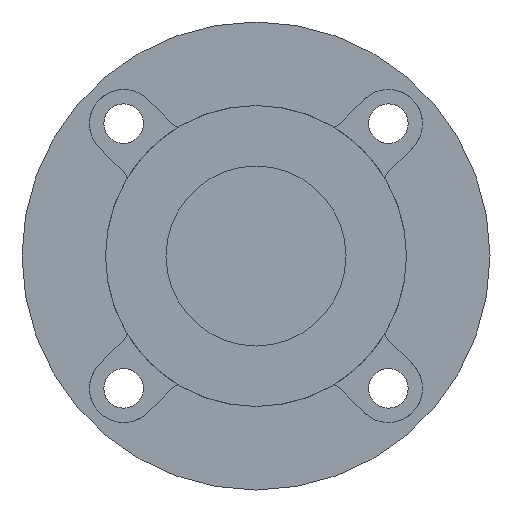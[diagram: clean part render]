
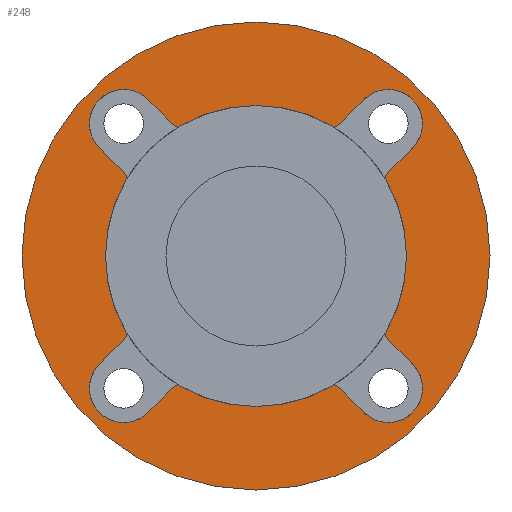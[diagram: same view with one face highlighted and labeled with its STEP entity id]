
A CAD part, left-side view. The second image highlights one B-rep face of the part: STEP entity #248.
In plain terms, the highlighted planar face has unit normal (-1, 0, 0).
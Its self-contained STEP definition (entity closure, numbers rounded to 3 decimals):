
#95=B_SPLINE_CURVE_WITH_KNOTS('',3,(#1325,#1326,#1327,#1328),.UNSPECIFIED.,
 .F.,.F.,(4,4),(0.,1.),.UNSPECIFIED.);
#96=B_SPLINE_CURVE_WITH_KNOTS('',3,(#1341,#1342,#1343,#1344),.UNSPECIFIED.,
 .F.,.F.,(4,4),(0.,1.),.UNSPECIFIED.);
#115=LINE('',#1299,#153);
#116=LINE('',#1305,#154);
#117=LINE('',#1309,#155);
#118=LINE('',#1314,#156);
#119=LINE('',#1318,#157);
#120=LINE('',#1323,#158);
#121=LINE('',#1332,#159);
#122=LINE('',#1337,#160);
#153=VECTOR('',#1059,1.);
#154=VECTOR('',#1064,1.);
#155=VECTOR('',#1067,1.);
#156=VECTOR('',#1072,1.);
#157=VECTOR('',#1075,1.);
#158=VECTOR('',#1080,1.);
#159=VECTOR('',#1083,1.);
#160=VECTOR('',#1088,1.);
#197=PLANE('',#928);
#248=ADVANCED_FACE('',(#331,#332),#197,.F.);
#331=FACE_BOUND('',#387,.T.);
#332=FACE_BOUND('',#388,.T.);
#387=EDGE_LOOP('',(#480));
#388=EDGE_LOOP('',(#481,#482,#483,#484,#485,#486,#487,#488,#489,#490,#491,
#492,#493,#494,#495,#496,#497,#498,#499,#500,#501,#502,#503,#504,#505,#506));
#480=ORIENTED_EDGE('',*,*,#755,.F.);
#481=ORIENTED_EDGE('',*,*,#756,.T.);
#482=ORIENTED_EDGE('',*,*,#757,.T.);
#483=ORIENTED_EDGE('',*,*,#739,.F.);
#484=ORIENTED_EDGE('',*,*,#758,.T.);
#485=ORIENTED_EDGE('',*,*,#759,.F.);
#486=ORIENTED_EDGE('',*,*,#760,.T.);
#487=ORIENTED_EDGE('',*,*,#761,.F.);
#488=ORIENTED_EDGE('',*,*,#762,.T.);
#489=ORIENTED_EDGE('',*,*,#751,.F.);
#490=ORIENTED_EDGE('',*,*,#763,.T.);
#491=ORIENTED_EDGE('',*,*,#764,.T.);
#492=ORIENTED_EDGE('',*,*,#765,.T.);
#493=ORIENTED_EDGE('',*,*,#766,.T.);
#494=ORIENTED_EDGE('',*,*,#767,.T.);
#495=ORIENTED_EDGE('',*,*,#747,.F.);
#496=ORIENTED_EDGE('',*,*,#768,.T.);
#497=ORIENTED_EDGE('',*,*,#769,.F.);
#498=ORIENTED_EDGE('',*,*,#770,.F.);
#499=ORIENTED_EDGE('',*,*,#771,.T.);
#500=ORIENTED_EDGE('',*,*,#772,.F.);
#501=ORIENTED_EDGE('',*,*,#773,.T.);
#502=ORIENTED_EDGE('',*,*,#743,.F.);
#503=ORIENTED_EDGE('',*,*,#774,.T.);
#504=ORIENTED_EDGE('',*,*,#775,.T.);
#505=ORIENTED_EDGE('',*,*,#776,.T.);
#506=ORIENTED_EDGE('',*,*,#777,.T.);
#662=VERTEX_POINT('',#1265);
#663=VERTEX_POINT('',#1266);
#666=VERTEX_POINT('',#1272);
#667=VERTEX_POINT('',#1274);
#670=VERTEX_POINT('',#1280);
#671=VERTEX_POINT('',#1282);
#674=VERTEX_POINT('',#1288);
#675=VERTEX_POINT('',#1290);
#678=VERTEX_POINT('',#1298);
#679=VERTEX_POINT('',#1300);
#680=VERTEX_POINT('',#1301);
#681=VERTEX_POINT('',#1304);
#682=VERTEX_POINT('',#1306);
#683=VERTEX_POINT('',#1308);
#684=VERTEX_POINT('',#1310);
#685=VERTEX_POINT('',#1313);
#686=VERTEX_POINT('',#1315);
#687=VERTEX_POINT('',#1317);
#688=VERTEX_POINT('',#1319);
#689=VERTEX_POINT('',#1322);
#690=VERTEX_POINT('',#1324);
#691=VERTEX_POINT('',#1329);
#692=VERTEX_POINT('',#1331);
#693=VERTEX_POINT('',#1333);
#694=VERTEX_POINT('',#1336);
#695=VERTEX_POINT('',#1338);
#696=VERTEX_POINT('',#1340);
#739=EDGE_CURVE('',#662,#663,#842,.T.);
#743=EDGE_CURVE('',#666,#667,#844,.T.);
#747=EDGE_CURVE('',#670,#671,#846,.T.);
#751=EDGE_CURVE('',#674,#675,#848,.T.);
#755=EDGE_CURVE('',#678,#678,#850,.T.);
#756=EDGE_CURVE('',#679,#680,#115,.T.);
#757=EDGE_CURVE('',#680,#663,#851,.T.);
#758=EDGE_CURVE('',#662,#681,#852,.T.);
#759=EDGE_CURVE('',#682,#681,#116,.T.);
#760=EDGE_CURVE('',#682,#683,#853,.T.);
#761=EDGE_CURVE('',#684,#683,#117,.T.);
#762=EDGE_CURVE('',#684,#675,#854,.T.);
#763=EDGE_CURVE('',#674,#685,#855,.T.);
#764=EDGE_CURVE('',#685,#686,#118,.T.);
#765=EDGE_CURVE('',#686,#687,#856,.T.);
#766=EDGE_CURVE('',#687,#688,#119,.T.);
#767=EDGE_CURVE('',#688,#671,#857,.T.);
#768=EDGE_CURVE('',#670,#689,#858,.T.);
#769=EDGE_CURVE('',#690,#689,#120,.T.);
#770=EDGE_CURVE('',#691,#690,#95,.T.);
#771=EDGE_CURVE('',#691,#692,#859,.T.);
#772=EDGE_CURVE('',#693,#692,#121,.T.);
#773=EDGE_CURVE('',#693,#667,#860,.T.);
#774=EDGE_CURVE('',#666,#694,#861,.T.);
#775=EDGE_CURVE('',#694,#695,#122,.T.);
#776=EDGE_CURVE('',#695,#696,#862,.T.);
#777=EDGE_CURVE('',#696,#679,#96,.T.);
#842=CIRCLE('',#906,20.9);
#844=CIRCLE('',#908,20.9);
#846=CIRCLE('',#910,20.9);
#848=CIRCLE('',#912,20.9);
#850=CIRCLE('',#915,32.5);
#851=CIRCLE('',#916,1.);
#852=CIRCLE('',#917,1.);
#853=CIRCLE('',#918,4.75);
#854=CIRCLE('',#919,1.);
#855=CIRCLE('',#920,1.);
#856=CIRCLE('',#921,4.75);
#857=CIRCLE('',#922,1.);
#858=CIRCLE('',#923,1.);
#859=CIRCLE('',#924,4.75);
#860=CIRCLE('',#925,1.);
#861=CIRCLE('',#926,1.);
#862=CIRCLE('',#927,4.75);
#906=AXIS2_PLACEMENT_3D('',#1264,#1031,#1032);
#908=AXIS2_PLACEMENT_3D('',#1273,#1037,#1038);
#910=AXIS2_PLACEMENT_3D('',#1281,#1043,#1044);
#912=AXIS2_PLACEMENT_3D('',#1289,#1049,#1050);
#915=AXIS2_PLACEMENT_3D('',#1297,#1057,#1058);
#916=AXIS2_PLACEMENT_3D('',#1302,#1060,#1061);
#917=AXIS2_PLACEMENT_3D('',#1303,#1062,#1063);
#918=AXIS2_PLACEMENT_3D('',#1307,#1065,#1066);
#919=AXIS2_PLACEMENT_3D('',#1311,#1068,#1069);
#920=AXIS2_PLACEMENT_3D('',#1312,#1070,#1071);
#921=AXIS2_PLACEMENT_3D('',#1316,#1073,#1074);
#922=AXIS2_PLACEMENT_3D('',#1320,#1076,#1077);
#923=AXIS2_PLACEMENT_3D('',#1321,#1078,#1079);
#924=AXIS2_PLACEMENT_3D('',#1330,#1081,#1082);
#925=AXIS2_PLACEMENT_3D('',#1334,#1084,#1085);
#926=AXIS2_PLACEMENT_3D('',#1335,#1086,#1087);
#927=AXIS2_PLACEMENT_3D('',#1339,#1089,#1090);
#928=AXIS2_PLACEMENT_3D('',#1345,#1091,#1092);
#1031=DIRECTION('',(-1.,0.,0.));
#1032=DIRECTION('',(0.,1.,0.));
#1037=DIRECTION('',(-1.,0.,0.));
#1038=DIRECTION('',(0.,1.,0.));
#1043=DIRECTION('',(-1.,0.,0.));
#1044=DIRECTION('',(0.,1.,0.));
#1049=DIRECTION('',(-1.,0.,0.));
#1050=DIRECTION('',(0.,1.,0.));
#1057=DIRECTION('',(1.,0.,0.));
#1058=DIRECTION('',(0.,0.,-1.));
#1059=DIRECTION('',(0.,0.707,0.707));
#1060=DIRECTION('',(-1.,0.,0.));
#1061=DIRECTION('',(0.,0.,-1.));
#1062=DIRECTION('',(-1.,0.,0.));
#1063=DIRECTION('',(0.,0.,-1.));
#1064=DIRECTION('',(0.,-0.707,0.707));
#1065=DIRECTION('',(1.,0.,0.));
#1066=DIRECTION('',(0.,0.,-1.));
#1067=DIRECTION('',(0.,0.707,-0.707));
#1068=DIRECTION('',(-1.,0.,0.));
#1069=DIRECTION('',(0.,0.,-1.));
#1070=DIRECTION('',(-1.,0.,0.));
#1071=DIRECTION('',(0.,0.,-1.));
#1072=DIRECTION('',(0.,0.707,0.707));
#1073=DIRECTION('',(1.,0.,0.));
#1074=DIRECTION('',(0.,0.,-1.));
#1075=DIRECTION('',(0.,-0.707,-0.707));
#1076=DIRECTION('',(-1.,0.,0.));
#1077=DIRECTION('',(0.,0.,-1.));
#1078=DIRECTION('',(-1.,0.,0.));
#1079=DIRECTION('',(0.,0.,-1.));
#1080=DIRECTION('',(0.,0.707,-0.707));
#1081=DIRECTION('',(1.,0.,0.));
#1082=DIRECTION('',(0.,0.,-1.));
#1083=DIRECTION('',(0.,-0.707,0.707));
#1084=DIRECTION('',(-1.,0.,0.));
#1085=DIRECTION('',(0.,0.,-1.));
#1086=DIRECTION('',(-1.,0.,0.));
#1087=DIRECTION('',(0.,0.,-1.));
#1088=DIRECTION('',(0.,-0.707,-0.707));
#1089=DIRECTION('',(1.,0.,0.));
#1090=DIRECTION('',(0.,0.,-1.));
#1091=DIRECTION('',(1.,0.,0.));
#1092=DIRECTION('',(0.,0.,-1.));
#1264=CARTESIAN_POINT('',(75.732,0.,0.));
#1265=CARTESIAN_POINT('',(75.732,10.38,-18.14));
#1266=CARTESIAN_POINT('',(75.732,-10.38,-18.14));
#1272=CARTESIAN_POINT('',(75.732,-18.14,-10.38));
#1273=CARTESIAN_POINT('',(75.732,0.,0.));
#1274=CARTESIAN_POINT('',(75.732,-18.14,10.38));
#1280=CARTESIAN_POINT('',(75.732,-10.38,18.14));
#1281=CARTESIAN_POINT('',(75.732,0.,0.));
#1282=CARTESIAN_POINT('',(75.732,10.38,18.14));
#1288=CARTESIAN_POINT('',(75.732,18.14,10.38));
#1289=CARTESIAN_POINT('',(75.732,0.,0.));
#1290=CARTESIAN_POINT('',(75.732,18.14,-10.38));
#1297=CARTESIAN_POINT('',(75.732,0.,0.));
#1298=CARTESIAN_POINT('',(75.732,0.,-32.5));
#1299=CARTESIAN_POINT('',(75.732,-15.026,-21.744));
#1300=CARTESIAN_POINT('',(75.732,-15.026,-21.743));
#1301=CARTESIAN_POINT('',(75.732,-11.583,-18.301));
#1302=CARTESIAN_POINT('',(75.732,-10.876,-19.008));
#1303=CARTESIAN_POINT('',(75.732,10.876,-19.008));
#1304=CARTESIAN_POINT('',(75.732,11.583,-18.301));
#1305=CARTESIAN_POINT('',(75.732,15.026,-21.744));
#1306=CARTESIAN_POINT('',(75.732,15.026,-21.744));
#1307=CARTESIAN_POINT('',(75.732,18.385,-18.385));
#1308=CARTESIAN_POINT('',(75.732,21.732,-15.015));
#1309=CARTESIAN_POINT('',(75.732,17.096,-10.379));
#1310=CARTESIAN_POINT('',(75.732,18.301,-11.584));
#1311=CARTESIAN_POINT('',(75.732,19.008,-10.877));
#1312=CARTESIAN_POINT('',(75.732,19.008,10.877));
#1313=CARTESIAN_POINT('',(75.732,18.301,11.584));
#1314=CARTESIAN_POINT('',(75.732,17.096,10.379));
#1315=CARTESIAN_POINT('',(75.732,21.732,15.015));
#1316=CARTESIAN_POINT('',(75.732,18.385,18.385));
#1317=CARTESIAN_POINT('',(75.732,15.026,21.744));
#1318=CARTESIAN_POINT('',(75.732,15.026,21.744));
#1319=CARTESIAN_POINT('',(75.732,11.583,18.301));
#1320=CARTESIAN_POINT('',(75.732,10.876,19.008));
#1321=CARTESIAN_POINT('',(75.732,-10.876,19.008));
#1322=CARTESIAN_POINT('',(75.732,-11.583,18.301));
#1323=CARTESIAN_POINT('',(75.732,-15.026,21.744));
#1324=CARTESIAN_POINT('',(75.732,-15.026,21.743));
#1325=CARTESIAN_POINT('',(75.732,-15.101,21.817));
#1326=CARTESIAN_POINT('',(75.732,-15.076,21.793));
#1327=CARTESIAN_POINT('',(75.732,-15.05,21.768));
#1328=CARTESIAN_POINT('',(75.732,-15.025,21.743));
#1329=CARTESIAN_POINT('',(75.732,-15.101,21.817));
#1330=CARTESIAN_POINT('',(75.732,-18.385,18.385));
#1331=CARTESIAN_POINT('',(75.732,-21.702,14.984));
#1332=CARTESIAN_POINT('',(75.732,-17.096,10.379));
#1333=CARTESIAN_POINT('',(75.732,-18.301,11.584));
#1334=CARTESIAN_POINT('',(75.732,-19.008,10.877));
#1335=CARTESIAN_POINT('',(75.732,-19.008,-10.877));
#1336=CARTESIAN_POINT('',(75.732,-18.301,-11.584));
#1337=CARTESIAN_POINT('',(75.732,-17.096,-10.379));
#1338=CARTESIAN_POINT('',(75.732,-21.702,-14.984));
#1339=CARTESIAN_POINT('',(75.732,-18.385,-18.385));
#1340=CARTESIAN_POINT('',(75.732,-15.101,-21.817));
#1341=CARTESIAN_POINT('',(75.732,-15.101,-21.817));
#1342=CARTESIAN_POINT('',(75.732,-15.076,-21.793));
#1343=CARTESIAN_POINT('',(75.732,-15.05,-21.768));
#1344=CARTESIAN_POINT('',(75.732,-15.025,-21.743));
#1345=CARTESIAN_POINT('',(75.732,20.75,0.));
